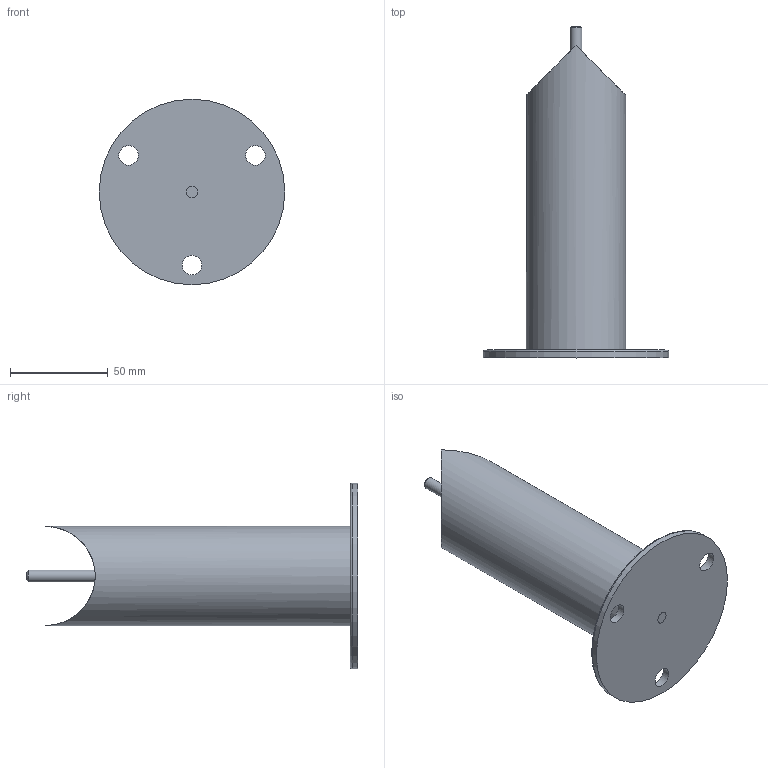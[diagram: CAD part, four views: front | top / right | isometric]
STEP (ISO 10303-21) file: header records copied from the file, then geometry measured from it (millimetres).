
FILE_DESCRIPTION(('STEP AP214'), '1');
FILE_NAME('3_50.1', '', ('UNSPECIFIED'), ('UNSPECIFIED'), 'ASCON STEP Converter 1.3', 'ASCON Math Kernel', '');
FILE_SCHEMA(('AUTOMOTIVE_DESIGN { 1 0 10303 214 3 1 1}'));
Length unit declared in the file: millimetre
Assembly tree (4 placements, depth 2):
  (unnamed)
    (unnamed)
    (unnamed)
    (unnamed)
    (unnamed)
Bounding box: 95 x 170 x 95 mm (x, y, z)
Volume: 77889.2 mm3; surface area: 66779.1 mm2
Topology: 4 solids, 4 shells, 22 faces, 40 edges, 26 vertices
Faces by surface type: cylinder 11, plane 7, cone 3, torus 1
Full cylindrical faces by diameter (mm): 6 x3, 10 x3, 47 x1, 47.8 x1, 50.8 x1, 95 x1
Entity records: 1351 total; most frequent: CARTESIAN_POINT 379, DIRECTION 122, AXIS2_PLACEMENT_3D 61, ORIENTED_EDGE 52, EDGE_LOOP 48, COLOUR_RGB 32, PRESENTATION_STYLE_ASSIGNMENT 32, FACE_OUTER_BOUND 27
